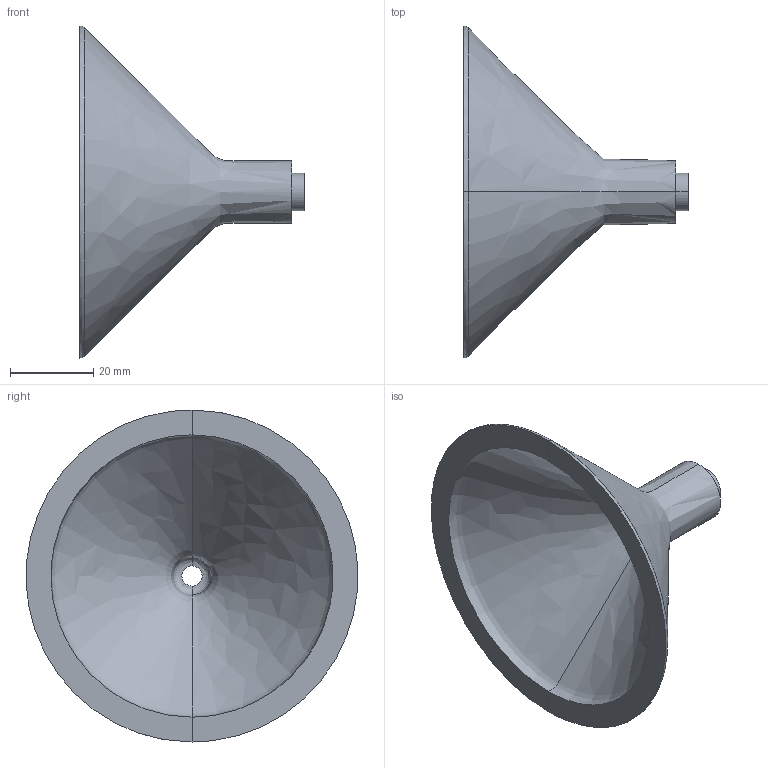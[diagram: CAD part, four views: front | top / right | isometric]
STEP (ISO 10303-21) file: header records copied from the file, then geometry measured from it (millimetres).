
FILE_DESCRIPTION(/* description */ (''),/* implementation_level */ '2;1');
FILE_NAME(/* name */ '3 - Front Cone B',/* time_stamp */ '2024-01-12T11:37:59-06:00',/* author */ (''),/* organization */ (''),/* preprocessor_version */ 'ST-DEVELOPER v16.5',/* originating_system */ 'Rhino 7.34',/* authorisation */ '');
FILE_SCHEMA (('CONFIG_CONTROL_DESIGN'));
Length unit declared in the file: inch
Products named in the file (1): Document
Bounding box: 53.88 x 79.57 x 79.65 mm (x, y, z)
Volume: 22127.4 mm3; surface area: 15409.6 mm2
Topology: 1 solids, 1 shells, 16 faces, 32 edges, 16 vertices
Faces by surface type: plane 6, bspline 6, cylinder 4
Entity records: 722 total; most frequent: CARTESIAN_POINT 438, ORIENTED_EDGE 64, EDGE_CURVE 32, ADVANCED_FACE 16, FACE_OUTER_BOUND 16, EDGE_LOOP 16, VERTEX_POINT 16, DIRECTION 14
